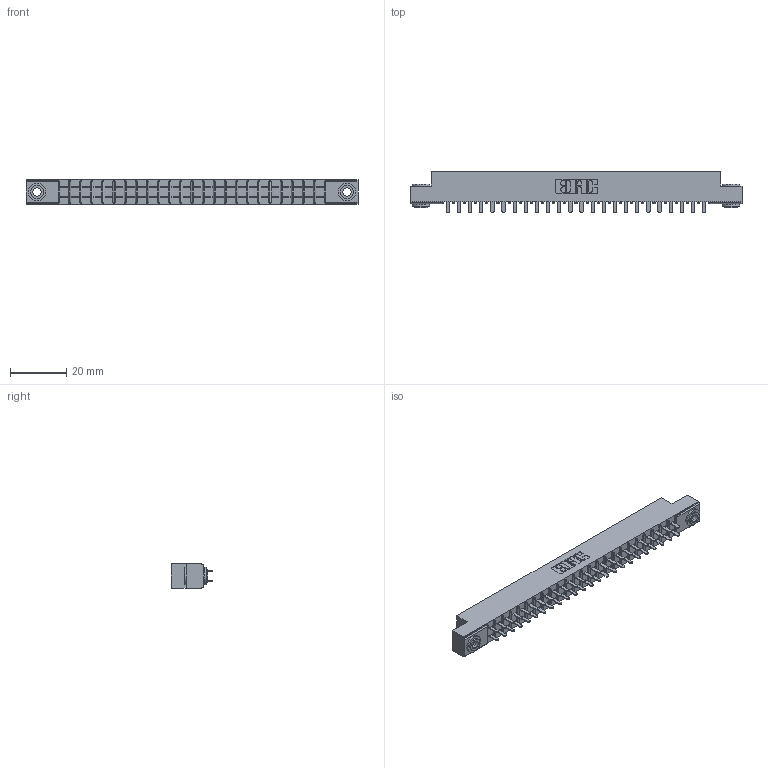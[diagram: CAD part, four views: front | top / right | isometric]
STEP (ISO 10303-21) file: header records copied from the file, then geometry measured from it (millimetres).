
FILE_DESCRIPTION (( 'STEP AP203' ), '1' );
FILE_NAME ('305-048-521-203.STEP', '2019-09-09T21:07:27', ( '' ), ( '' ), 'SwSTEP 2.0', 'SolidWorks 2016', '' );
FILE_SCHEMA (( 'CONFIG_CONTROL_DESIGN' ));
Length unit declared in the file: inch
Products named in the file (4): 305 Part_.156 Dia; 305-048-521-203; 305-290-001_521; 345-250-002_345-250-002-102
Assembly tree (51 placements, depth 2):
  305-048-521-203
    305 Part_.156 Dia
    305-290-001_521  x48
    345-250-002_345-250-002-102  x2
Bounding box: 118.11 x 14.86 x 8.71 mm (x, y, z)
Volume: 7357.2 mm3; surface area: 14066 mm2
Topology: 51 solids, 51 shells, 2376 faces, 6740 edges, 4360 vertices
Faces by surface type: plane 1388, cylinder 884, sphere 96, cone 8
Entity records: 29122 total; most frequent: CARTESIAN_POINT 4799, ORIENTED_EDGE 4752, DIRECTION 4672, EDGE_CURVE 2376, LINE 1894, VECTOR 1894, VERTEX_POINT 1516, AXIS2_PLACEMENT_3D 1389
